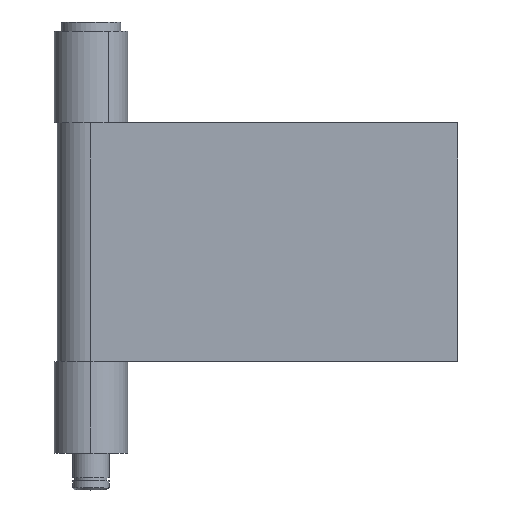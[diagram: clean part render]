
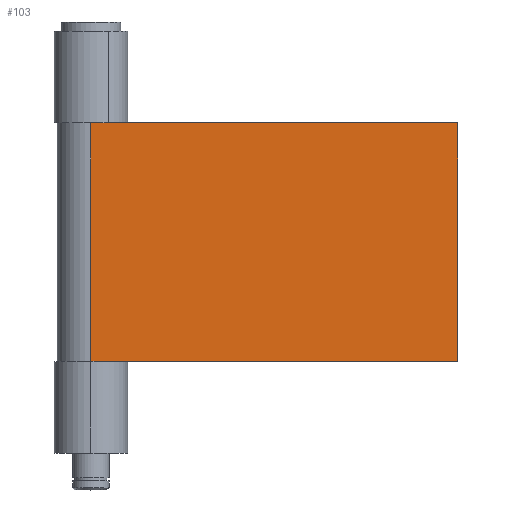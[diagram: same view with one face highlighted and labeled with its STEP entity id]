
A CAD part, top view. The second image highlights one B-rep face of the part: STEP entity #103.
In plain terms, the highlighted face is planar.
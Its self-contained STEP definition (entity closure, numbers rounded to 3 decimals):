
#58 = VERTEX_POINT ( 'NONE', #181 ) ;
#68 = VERTEX_POINT ( 'NONE', #366 ) ;
#78 = EDGE_CURVE ( 'NONE', #58, #68, #201, .T. ) ;
#79 = EDGE_LOOP ( 'NONE', ( #102, #101, #169, #161 ) ) ;
#80 = EDGE_CURVE ( 'NONE', #445, #58, #197, .T. ) ;
#85 = EDGE_CURVE ( 'NONE', #436, #68, #479, .T. ) ;
#101 = ORIENTED_EDGE ( 'NONE', *, *, #85, .F. ) ;
#102 = ORIENTED_EDGE ( 'NONE', *, *, #78, .T. ) ;
#103 = ADVANCED_FACE ( 'NONE', ( #449 ), #453, .F. ) ;
#161 = ORIENTED_EDGE ( 'NONE', *, *, #80, .T. ) ;
#169 = ORIENTED_EDGE ( 'NONE', *, *, #447, .F. ) ;
#181 = CARTESIAN_POINT ( 'NONE',  ( 80., 0., -7.3 ) ) ;
#197 = LINE ( 'NONE', #354, #353 ) ;
#198 = DIRECTION ( 'NONE',  ( -1., 0., 0. ) ) ;
#199 = VECTOR ( 'NONE', #198, 1000. ) ;
#200 = CARTESIAN_POINT ( 'NONE',  ( 0., 0., -7.3 ) ) ;
#201 = LINE ( 'NONE', #200, #199 ) ;
#352 = DIRECTION ( 'NONE',  ( 0., -1., 0. ) ) ;
#353 = VECTOR ( 'NONE', #352, 1000. ) ;
#354 = CARTESIAN_POINT ( 'NONE',  ( 80., 52., -7.3 ) ) ;
#366 = CARTESIAN_POINT ( 'NONE',  ( 0., 0., -7.3 ) ) ;
#436 = VERTEX_POINT ( 'NONE', #752 ) ;
#445 = VERTEX_POINT ( 'NONE', #741 ) ;
#447 = EDGE_CURVE ( 'NONE', #445, #436, #740, .T. ) ;
#449 = FACE_OUTER_BOUND ( 'NONE', #79, .T. ) ;
#453 = PLANE ( 'NONE',  #514 ) ;
#476 = DIRECTION ( 'NONE',  ( 0., -1., 0. ) ) ;
#477 = VECTOR ( 'NONE', #476, 1000. ) ;
#478 = CARTESIAN_POINT ( 'NONE',  ( 0., 52., -7.3 ) ) ;
#479 = LINE ( 'NONE', #478, #477 ) ;
#511 = DIRECTION ( 'NONE',  ( 1., 0., 0. ) ) ;
#512 = DIRECTION ( 'NONE',  ( 0., 0., 1. ) ) ;
#513 = CARTESIAN_POINT ( 'NONE',  ( 0., 52., -7.3 ) ) ;
#514 = AXIS2_PLACEMENT_3D ( 'NONE', #513, #512, #511 ) ;
#737 = DIRECTION ( 'NONE',  ( -1., 0., 0. ) ) ;
#738 = VECTOR ( 'NONE', #737, 1000. ) ;
#739 = CARTESIAN_POINT ( 'NONE',  ( 0., 52., -7.3 ) ) ;
#740 = LINE ( 'NONE', #739, #738 ) ;
#741 = CARTESIAN_POINT ( 'NONE',  ( 80., 52., -7.3 ) ) ;
#752 = CARTESIAN_POINT ( 'NONE',  ( 0., 52., -7.3 ) ) ;
